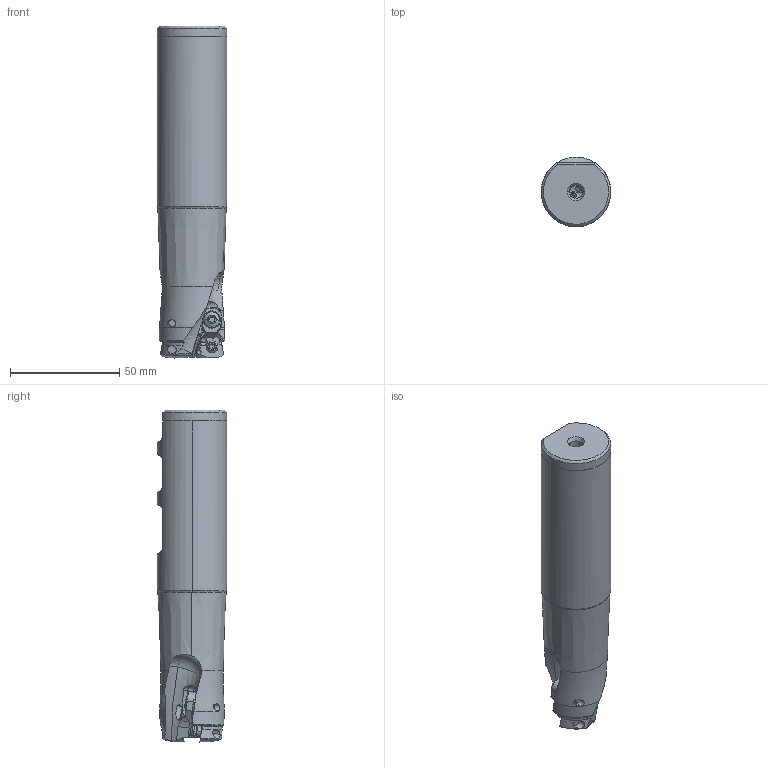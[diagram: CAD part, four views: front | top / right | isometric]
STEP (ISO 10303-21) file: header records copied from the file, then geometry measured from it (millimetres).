
FILE_DESCRIPTION(/* description */ (''),/* implementation_level */ '2;1');
FILE_NAME(/* name */ 'AJXU12R202WA20S.stp',/* time_stamp */ '2021-09-08T11:48:57+09:00',/* author */ (''),/* organization */ (''),/* preprocessor_version */ 'ST-DEVELOPER v16',/* originating_system */ 'SIEMENS PLM Software NX 10.0',/* authorisation */ '');
FILE_SCHEMA (('AUTOMOTIVE_DESIGN { 1 0 10303 214 3 1 1 1 }'));
Length unit declared in the file: millimetre
Products named in the file (1): AJXU12R202WA20S_ASM_15_ASM_1_ASM
Bounding box: 31.75 x 31.75 x 151.61 mm (x, y, z)
Volume: 98532.3 mm3; surface area: 20663.5 mm2
Topology: 9 solids, 9 shells, 424 faces, 1209 edges, 827 vertices
Faces by surface type: cylinder 195, plane 126, cone 59, torus 22, sphere 14, bspline 8
Entity records: 18317 total; most frequent: CARTESIAN_POINT 6960, ORIENTED_EDGE 2362, DIRECTION 2317, EDGE_CURVE 1181, AXIS2_PLACEMENT_3D 953, VERTEX_POINT 794, EDGE_LOOP 467, CIRCLE 449
